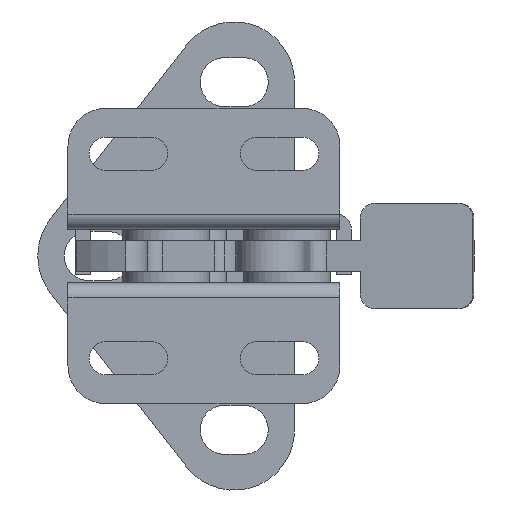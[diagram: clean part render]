
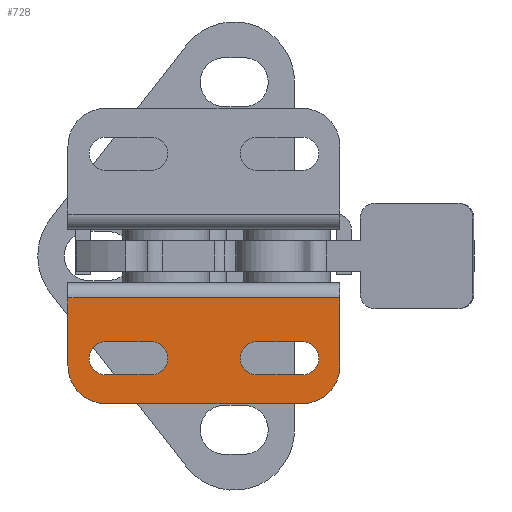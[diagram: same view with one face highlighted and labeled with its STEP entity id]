
A CAD part, front view. The second image highlights one B-rep face of the part: STEP entity #728.
In plain terms, the highlighted planar face has unit normal (0, -1, 0).
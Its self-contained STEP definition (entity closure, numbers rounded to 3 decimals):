
#677 = ORIENTED_EDGE ( 'NONE', *, *, #678, .F. ) ;
#678 = EDGE_CURVE ( 'NONE', #679, #757, #3262, .T. ) ;
#679 = VERTEX_POINT ( 'NONE', #3258 ) ;
#680 = ORIENTED_EDGE ( 'NONE', *, *, #681, .T. ) ;
#681 = EDGE_CURVE ( 'NONE', #679, #701, #3257, .T. ) ;
#700 = EDGE_CURVE ( 'NONE', #701, #702, #3292, .T. ) ;
#701 = VERTEX_POINT ( 'NONE', #3284 ) ;
#702 = VERTEX_POINT ( 'NONE', #3283 ) ;
#728 = ADVANCED_FACE ( 'NONE', ( #3315, #3314, #3313 ), #3312, .F. ) ;
#729 = EDGE_LOOP ( 'NONE', ( #730, #734, #767, #770 ) ) ;
#730 = ORIENTED_EDGE ( 'NONE', *, *, #731, .T. ) ;
#731 = EDGE_CURVE ( 'NONE', #732, #733, #3372, .T. ) ;
#732 = VERTEX_POINT ( 'NONE', #3368 ) ;
#733 = VERTEX_POINT ( 'NONE', #3367 ) ;
#734 = ORIENTED_EDGE ( 'NONE', *, *, #735, .T. ) ;
#735 = EDGE_CURVE ( 'NONE', #733, #736, #3366, .T. ) ;
#736 = VERTEX_POINT ( 'NONE', #3361 ) ;
#737 = ORIENTED_EDGE ( 'NONE', *, *, #700, .T. ) ;
#738 = ORIENTED_EDGE ( 'NONE', *, *, #739, .T. ) ;
#739 = EDGE_CURVE ( 'NONE', #702, #1016, #3360, .T. ) ;
#749 = ORIENTED_EDGE ( 'NONE', *, *, #750, .T. ) ;
#750 = EDGE_CURVE ( 'NONE', #779, #780, #3347, .T. ) ;
#751 = ORIENTED_EDGE ( 'NONE', *, *, #752, .T. ) ;
#752 = EDGE_CURVE ( 'NONE', #780, #775, #3404, .T. ) ;
#753 = EDGE_LOOP ( 'NONE', ( #754, #755, #677, #680, #737, #738 ) ) ;
#754 = ORIENTED_EDGE ( 'NONE', *, *, #1021, .F. ) ;
#755 = ORIENTED_EDGE ( 'NONE', *, *, #756, .T. ) ;
#756 = EDGE_CURVE ( 'NONE', #1093, #757, #3399, .T. ) ;
#757 = VERTEX_POINT ( 'NONE', #3394 ) ;
#767 = ORIENTED_EDGE ( 'NONE', *, *, #768, .T. ) ;
#768 = EDGE_CURVE ( 'NONE', #736, #769, #3377, .T. ) ;
#769 = VERTEX_POINT ( 'NONE', #3373 ) ;
#770 = ORIENTED_EDGE ( 'NONE', *, *, #771, .T. ) ;
#771 = EDGE_CURVE ( 'NONE', #769, #732, #3436, .T. ) ;
#772 = EDGE_LOOP ( 'NONE', ( #773, #777, #749, #751 ) ) ;
#773 = ORIENTED_EDGE ( 'NONE', *, *, #774, .T. ) ;
#774 = EDGE_CURVE ( 'NONE', #775, #776, #3437, .T. ) ;
#775 = VERTEX_POINT ( 'NONE', #3428 ) ;
#776 = VERTEX_POINT ( 'NONE', #3427 ) ;
#777 = ORIENTED_EDGE ( 'NONE', *, *, #778, .T. ) ;
#778 = EDGE_CURVE ( 'NONE', #776, #779, #3426, .T. ) ;
#779 = VERTEX_POINT ( 'NONE', #3421 ) ;
#780 = VERTEX_POINT ( 'NONE', #3420 ) ;
#1016 = VERTEX_POINT ( 'NONE', #3845 ) ;
#1021 = EDGE_CURVE ( 'NONE', #1093, #1016, #3838, .T. ) ;
#1093 = VERTEX_POINT ( 'NONE', #3918 ) ;
#3253 = DIRECTION ( 'NONE',  ( 0., 0., 1. ) ) ;
#3254 = DIRECTION ( 'NONE',  ( 0., -1., 0. ) ) ;
#3255 = CARTESIAN_POINT ( 'NONE',  ( -13., -28.5, 10. ) ) ;
#3256 = AXIS2_PLACEMENT_3D ( 'NONE', #3255, #3254, #3253 ) ;
#3257 = CIRCLE ( 'NONE', #3256, 5. ) ;
#3258 = CARTESIAN_POINT ( 'NONE',  ( -13., -28.5, 15. ) ) ;
#3259 = DIRECTION ( 'NONE',  ( 1., 0., 0. ) ) ;
#3260 = VECTOR ( 'NONE', #3259, 1000. ) ;
#3261 = CARTESIAN_POINT ( 'NONE',  ( -18., -28.5, 15. ) ) ;
#3262 = LINE ( 'NONE', #3261, #3260 ) ;
#3283 = CARTESIAN_POINT ( 'NONE',  ( -18., -28.5, 1. ) ) ;
#3284 = CARTESIAN_POINT ( 'NONE',  ( -18., -28.5, 10. ) ) ;
#3285 = DIRECTION ( 'NONE',  ( 0., 0., -1. ) ) ;
#3286 = VECTOR ( 'NONE', #3285, 1000. ) ;
#3287 = CARTESIAN_POINT ( 'NONE',  ( -18., -28.5, 1. ) ) ;
#3292 = LINE ( 'NONE', #3287, #3286 ) ;
#3308 = DIRECTION ( 'NONE',  ( 0., 0., 1. ) ) ;
#3309 = DIRECTION ( 'NONE',  ( 0., 1., 0. ) ) ;
#3310 = CARTESIAN_POINT ( 'NONE',  ( -18., -28.5, 1. ) ) ;
#3311 = AXIS2_PLACEMENT_3D ( 'NONE', #3310, #3309, #3308 ) ;
#3312 = PLANE ( 'NONE',  #3311 ) ;
#3313 = FACE_OUTER_BOUND ( 'NONE', #753, .T. ) ;
#3314 = FACE_BOUND ( 'NONE', #772, .T. ) ;
#3315 = FACE_BOUND ( 'NONE', #729, .T. ) ;
#3341 = DIRECTION ( 'NONE',  ( -1., 0., 0. ) ) ;
#3342 = VECTOR ( 'NONE', #3341, 1000. ) ;
#3343 = CARTESIAN_POINT ( 'NONE',  ( 13., -28.5, 6.8 ) ) ;
#3347 = LINE ( 'NONE', #3343, #3342 ) ;
#3357 = DIRECTION ( 'NONE',  ( 1., 0., 0. ) ) ;
#3358 = VECTOR ( 'NONE', #3357, 1000. ) ;
#3359 = CARTESIAN_POINT ( 'NONE',  ( -18., -28.5, 1. ) ) ;
#3360 = LINE ( 'NONE', #3359, #3358 ) ;
#3361 = CARTESIAN_POINT ( 'NONE',  ( -7., -28.5, 6.8 ) ) ;
#3362 = DIRECTION ( 'NONE',  ( 0., 0., 1. ) ) ;
#3363 = DIRECTION ( 'NONE',  ( 0., 1., 0. ) ) ;
#3364 = CARTESIAN_POINT ( 'NONE',  ( -7., -28.5, 9. ) ) ;
#3365 = AXIS2_PLACEMENT_3D ( 'NONE', #3364, #3363, #3362 ) ;
#3366 = CIRCLE ( 'NONE', #3365, 2.2 ) ;
#3367 = CARTESIAN_POINT ( 'NONE',  ( -7., -28.5, 11.2 ) ) ;
#3368 = CARTESIAN_POINT ( 'NONE',  ( -13., -28.5, 11.2 ) ) ;
#3369 = DIRECTION ( 'NONE',  ( 1., 0., 0. ) ) ;
#3370 = VECTOR ( 'NONE', #3369, 1000. ) ;
#3371 = CARTESIAN_POINT ( 'NONE',  ( -13., -28.5, 11.2 ) ) ;
#3372 = LINE ( 'NONE', #3371, #3370 ) ;
#3373 = CARTESIAN_POINT ( 'NONE',  ( -13., -28.5, 6.8 ) ) ;
#3374 = DIRECTION ( 'NONE',  ( -1., 0., 0. ) ) ;
#3375 = VECTOR ( 'NONE', #3374, 1000. ) ;
#3376 = CARTESIAN_POINT ( 'NONE',  ( -13., -28.5, 6.8 ) ) ;
#3377 = LINE ( 'NONE', #3376, #3375 ) ;
#3394 = CARTESIAN_POINT ( 'NONE',  ( 13., -28.5, 15. ) ) ;
#3395 = DIRECTION ( 'NONE',  ( 0., 0., 1. ) ) ;
#3396 = DIRECTION ( 'NONE',  ( 0., -1., 0. ) ) ;
#3397 = CARTESIAN_POINT ( 'NONE',  ( 13., -28.5, 10. ) ) ;
#3398 = AXIS2_PLACEMENT_3D ( 'NONE', #3397, #3396, #3395 ) ;
#3399 = CIRCLE ( 'NONE', #3398, 5. ) ;
#3400 = DIRECTION ( 'NONE',  ( 0., 0., -1. ) ) ;
#3401 = DIRECTION ( 'NONE',  ( 0., 1., 0. ) ) ;
#3402 = CARTESIAN_POINT ( 'NONE',  ( 7., -28.5, 9. ) ) ;
#3403 = AXIS2_PLACEMENT_3D ( 'NONE', #3402, #3401, #3400 ) ;
#3404 = CIRCLE ( 'NONE', #3403, 2.2 ) ;
#3420 = CARTESIAN_POINT ( 'NONE',  ( 7., -28.5, 6.8 ) ) ;
#3421 = CARTESIAN_POINT ( 'NONE',  ( 13., -28.5, 6.8 ) ) ;
#3422 = DIRECTION ( 'NONE',  ( 0., 0., -1. ) ) ;
#3423 = DIRECTION ( 'NONE',  ( 0., 1., 0. ) ) ;
#3424 = CARTESIAN_POINT ( 'NONE',  ( 13., -28.5, 9. ) ) ;
#3425 = AXIS2_PLACEMENT_3D ( 'NONE', #3424, #3423, #3422 ) ;
#3426 = CIRCLE ( 'NONE', #3425, 2.2 ) ;
#3427 = CARTESIAN_POINT ( 'NONE',  ( 13., -28.5, 11.2 ) ) ;
#3428 = CARTESIAN_POINT ( 'NONE',  ( 7., -28.5, 11.2 ) ) ;
#3429 = DIRECTION ( 'NONE',  ( 1., 0., 0. ) ) ;
#3430 = VECTOR ( 'NONE', #3429, 1000. ) ;
#3431 = CARTESIAN_POINT ( 'NONE',  ( 13., -28.5, 11.2 ) ) ;
#3432 = DIRECTION ( 'NONE',  ( 0., 0., 1. ) ) ;
#3433 = DIRECTION ( 'NONE',  ( 0., 1., 0. ) ) ;
#3434 = CARTESIAN_POINT ( 'NONE',  ( -13., -28.5, 9. ) ) ;
#3435 = AXIS2_PLACEMENT_3D ( 'NONE', #3434, #3433, #3432 ) ;
#3436 = CIRCLE ( 'NONE', #3435, 2.2 ) ;
#3437 = LINE ( 'NONE', #3431, #3430 ) ;
#3835 = DIRECTION ( 'NONE',  ( 0., 0., -1. ) ) ;
#3836 = VECTOR ( 'NONE', #3835, 1000. ) ;
#3837 = CARTESIAN_POINT ( 'NONE',  ( 18., -28.5, 1. ) ) ;
#3838 = LINE ( 'NONE', #3837, #3836 ) ;
#3845 = CARTESIAN_POINT ( 'NONE',  ( 18., -28.5, 1. ) ) ;
#3918 = CARTESIAN_POINT ( 'NONE',  ( 18., -28.5, 10. ) ) ;
